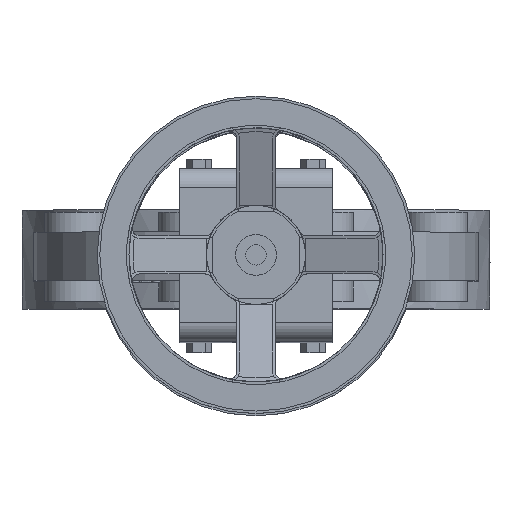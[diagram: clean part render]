
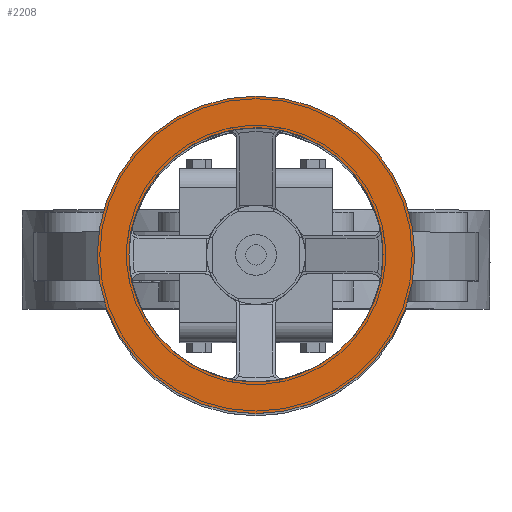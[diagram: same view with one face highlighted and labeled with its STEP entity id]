
A CAD part, top view. The second image highlights one B-rep face of the part: STEP entity #2208.
In plain terms, the highlighted planar face has unit normal (0, 0, 1).
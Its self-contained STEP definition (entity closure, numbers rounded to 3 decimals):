
#2208 = ADVANCED_FACE( '', ( #4585, #4586 ), #4587, .T. );
#4585 = FACE_BOUND( '', #7984, .T. );
#4586 = FACE_OUTER_BOUND( '', #7985, .T. );
#4587 = PLANE( '', #7986 );
#7984 = EDGE_LOOP( '', ( #16511 ) );
#7985 = EDGE_LOOP( '', ( #16512 ) );
#7986 = AXIS2_PLACEMENT_3D( '', #16513, #16514, #16515 );
#16511 = ORIENTED_EDGE( '', *, *, #19107, .T. );
#16512 = ORIENTED_EDGE( '', *, *, #19091, .F. );
#16513 = CARTESIAN_POINT( '', ( -125., 0., 50. ) );
#16514 = DIRECTION( '', ( 0., 0., 1. ) );
#16515 = DIRECTION( '', ( 1., 0., 0. ) );
#19091 = EDGE_CURVE( '', #22820, #22820, #22821, .T. );
#19107 = EDGE_CURVE( '', #22837, #22837, #22838, .T. );
#22820 = VERTEX_POINT( '', #34424 );
#22821 = CIRCLE( '', #34425, 125. );
#22837 = VERTEX_POINT( '', #34443 );
#22838 = CIRCLE( '', #34444, 100. );
#34424 = CARTESIAN_POINT( '', ( -125., 0., 50. ) );
#34425 = AXIS2_PLACEMENT_3D( '', #36244, #36245, #36246 );
#34443 = CARTESIAN_POINT( '', ( -100., 0., 50. ) );
#34444 = AXIS2_PLACEMENT_3D( '', #36249, #36250, #36251 );
#36244 = CARTESIAN_POINT( '', ( 0., 0., 50. ) );
#36245 = DIRECTION( '', ( 0., 0., -1. ) );
#36246 = DIRECTION( '', ( -1., 0., 0. ) );
#36249 = CARTESIAN_POINT( '', ( 0., 0., 50. ) );
#36250 = DIRECTION( '', ( 0., 0., -1. ) );
#36251 = DIRECTION( '', ( -1., 0., 0. ) );
